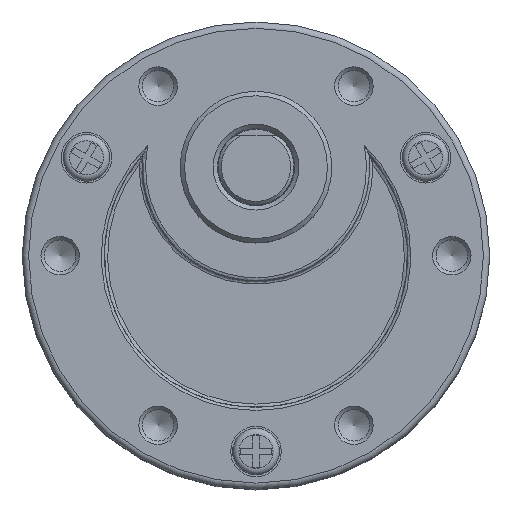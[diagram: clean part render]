
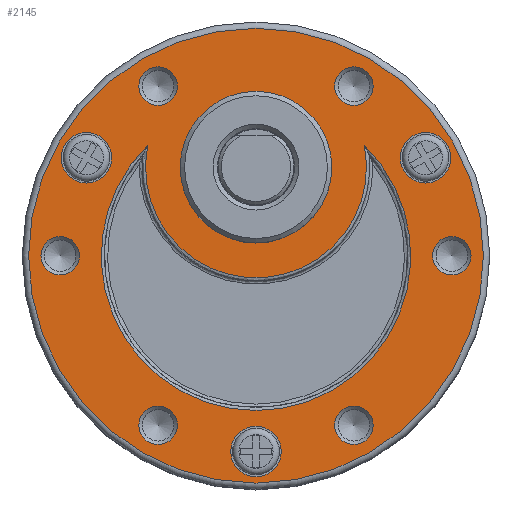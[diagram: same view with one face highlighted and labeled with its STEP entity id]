
A CAD part, top view. The second image highlights one B-rep face of the part: STEP entity #2145.
In plain terms, the highlighted planar face has unit normal (0, 0, 1).
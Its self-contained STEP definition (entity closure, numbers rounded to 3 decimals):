
#535=ORIENTED_EDGE('',*,*,#779,.F.);
#536=ORIENTED_EDGE('',*,*,#780,.T.);
#537=ORIENTED_EDGE('',*,*,#781,.T.);
#538=ORIENTED_EDGE('',*,*,#782,.T.);
#539=ORIENTED_EDGE('',*,*,#783,.F.);
#540=ORIENTED_EDGE('',*,*,#784,.F.);
#541=ORIENTED_EDGE('',*,*,#785,.F.);
#542=ORIENTED_EDGE('',*,*,#786,.F.);
#543=ORIENTED_EDGE('',*,*,#787,.F.);
#544=ORIENTED_EDGE('',*,*,#788,.F.);
#545=ORIENTED_EDGE('',*,*,#789,.F.);
#546=ORIENTED_EDGE('',*,*,#790,.F.);
#547=ORIENTED_EDGE('',*,*,#791,.F.);
#779=EDGE_CURVE('',#918,#918,#982,.T.);
#780=EDGE_CURVE('',#919,#919,#983,.T.);
#781=EDGE_CURVE('',#920,#921,#984,.T.);
#782=EDGE_CURVE('',#921,#920,#985,.T.);
#783=EDGE_CURVE('',#922,#922,#986,.T.);
#784=EDGE_CURVE('',#923,#923,#987,.T.);
#785=EDGE_CURVE('',#924,#924,#988,.T.);
#786=EDGE_CURVE('',#925,#925,#989,.T.);
#787=EDGE_CURVE('',#926,#926,#990,.T.);
#788=EDGE_CURVE('',#927,#927,#991,.T.);
#789=EDGE_CURVE('',#928,#928,#992,.T.);
#790=EDGE_CURVE('',#929,#929,#993,.T.);
#791=EDGE_CURVE('',#930,#930,#994,.T.);
#918=VERTEX_POINT('',#3058);
#919=VERTEX_POINT('',#3060);
#920=VERTEX_POINT('',#3062);
#921=VERTEX_POINT('',#3063);
#922=VERTEX_POINT('',#3066);
#923=VERTEX_POINT('',#3068);
#924=VERTEX_POINT('',#3070);
#925=VERTEX_POINT('',#3072);
#926=VERTEX_POINT('',#3074);
#927=VERTEX_POINT('',#3076);
#928=VERTEX_POINT('',#3078);
#929=VERTEX_POINT('',#3080);
#930=VERTEX_POINT('',#3082);
#982=CIRCLE('',#2261,6.);
#983=CIRCLE('',#2262,18.);
#984=CIRCLE('',#2263,8.75);
#985=CIRCLE('',#2264,12.25);
#986=CIRCLE('',#2265,1.525);
#987=CIRCLE('',#2266,1.525);
#988=CIRCLE('',#2267,1.525);
#989=CIRCLE('',#2268,1.525);
#990=CIRCLE('',#2269,1.525);
#991=CIRCLE('',#2270,1.525);
#992=CIRCLE('',#2271,2.);
#993=CIRCLE('',#2272,2.);
#994=CIRCLE('',#2273,2.);
#1083=EDGE_LOOP('',(#535));
#1084=EDGE_LOOP('',(#536));
#1085=EDGE_LOOP('',(#537,#538));
#1086=EDGE_LOOP('',(#539));
#1087=EDGE_LOOP('',(#540));
#1088=EDGE_LOOP('',(#541));
#1089=EDGE_LOOP('',(#542));
#1090=EDGE_LOOP('',(#543));
#1091=EDGE_LOOP('',(#544));
#1092=EDGE_LOOP('',(#545));
#1093=EDGE_LOOP('',(#546));
#1094=EDGE_LOOP('',(#547));
#1236=FACE_BOUND('',#1083,.T.);
#1237=FACE_BOUND('',#1084,.T.);
#1238=FACE_BOUND('',#1085,.T.);
#1239=FACE_BOUND('',#1086,.T.);
#1240=FACE_BOUND('',#1087,.T.);
#1241=FACE_BOUND('',#1088,.T.);
#1242=FACE_BOUND('',#1089,.T.);
#1243=FACE_BOUND('',#1090,.T.);
#1244=FACE_BOUND('',#1091,.T.);
#1245=FACE_BOUND('',#1092,.T.);
#1246=FACE_BOUND('',#1093,.T.);
#1247=FACE_BOUND('',#1094,.T.);
#1390=PLANE('',#2260);
#2145=ADVANCED_FACE('',(#1236,#1237,#1238,#1239,#1240,#1241,#1242,#1243,
#1244,#1245,#1246,#1247),#1390,.T.);
#2260=AXIS2_PLACEMENT_3D('',#3056,#2591,#2592);
#2261=AXIS2_PLACEMENT_3D('',#3057,#2593,#2594);
#2262=AXIS2_PLACEMENT_3D('',#3059,#2595,#2596);
#2263=AXIS2_PLACEMENT_3D('',#3061,#2597,#2598);
#2264=AXIS2_PLACEMENT_3D('',#3064,#2599,#2600);
#2265=AXIS2_PLACEMENT_3D('',#3065,#2601,#2602);
#2266=AXIS2_PLACEMENT_3D('',#3067,#2603,#2604);
#2267=AXIS2_PLACEMENT_3D('',#3069,#2605,#2606);
#2268=AXIS2_PLACEMENT_3D('',#3071,#2607,#2608);
#2269=AXIS2_PLACEMENT_3D('',#3073,#2609,#2610);
#2270=AXIS2_PLACEMENT_3D('',#3075,#2611,#2612);
#2271=AXIS2_PLACEMENT_3D('',#3077,#2613,#2614);
#2272=AXIS2_PLACEMENT_3D('',#3079,#2615,#2616);
#2273=AXIS2_PLACEMENT_3D('',#3081,#2617,#2618);
#2591=DIRECTION('',(0.,0.,1.));
#2592=DIRECTION('',(1.,0.,0.));
#2593=DIRECTION('',(0.,0.,1.));
#2594=DIRECTION('',(1.,0.,0.));
#2595=DIRECTION('',(0.,0.,1.));
#2596=DIRECTION('',(1.,0.,0.));
#2597=DIRECTION('',(0.,0.,1.));
#2598=DIRECTION('',(1.,0.,0.));
#2599=DIRECTION('',(0.,0.,-1.));
#2600=DIRECTION('',(1.,0.,0.));
#2601=DIRECTION('',(0.,0.,1.));
#2602=DIRECTION('',(1.,0.,0.));
#2603=DIRECTION('',(0.,0.,1.));
#2604=DIRECTION('',(1.,0.,0.));
#2605=DIRECTION('',(0.,0.,1.));
#2606=DIRECTION('',(1.,0.,0.));
#2607=DIRECTION('',(0.,0.,1.));
#2608=DIRECTION('',(1.,0.,0.));
#2609=DIRECTION('',(0.,0.,1.));
#2610=DIRECTION('',(1.,0.,0.));
#2611=DIRECTION('',(0.,0.,1.));
#2612=DIRECTION('',(1.,0.,0.));
#2613=DIRECTION('',(0.,0.,1.));
#2614=DIRECTION('',(1.,0.,0.));
#2615=DIRECTION('',(0.,0.,1.));
#2616=DIRECTION('',(1.,0.,0.));
#2617=DIRECTION('',(0.,0.,1.));
#2618=DIRECTION('',(1.,0.,0.));
#3056=CARTESIAN_POINT('',(0.,0.,0.));
#3057=CARTESIAN_POINT('',(0.,7.,0.));
#3058=CARTESIAN_POINT('',(6.,7.,0.));
#3059=CARTESIAN_POINT('',(0.,0.,0.));
#3060=CARTESIAN_POINT('',(18.,0.,0.));
#3061=CARTESIAN_POINT('',(0.,7.,0.));
#3062=CARTESIAN_POINT('',(-8.573,8.75,0.));
#3063=CARTESIAN_POINT('',(8.573,8.75,0.));
#3064=CARTESIAN_POINT('',(0.,0.,0.));
#3065=CARTESIAN_POINT('',(-7.75,-13.423,0.));
#3066=CARTESIAN_POINT('',(-6.225,-13.423,0.));
#3067=CARTESIAN_POINT('',(7.75,-13.423,0.));
#3068=CARTESIAN_POINT('',(9.275,-13.423,0.));
#3069=CARTESIAN_POINT('',(15.5,0.,0.));
#3070=CARTESIAN_POINT('',(17.025,0.,0.));
#3071=CARTESIAN_POINT('',(7.75,13.423,0.));
#3072=CARTESIAN_POINT('',(9.275,13.423,0.));
#3073=CARTESIAN_POINT('',(-7.75,13.423,0.));
#3074=CARTESIAN_POINT('',(-6.225,13.423,0.));
#3075=CARTESIAN_POINT('',(-15.5,0.,0.));
#3076=CARTESIAN_POINT('',(-13.975,0.,0.));
#3077=CARTESIAN_POINT('',(0.,-15.5,0.));
#3078=CARTESIAN_POINT('',(2.,-15.5,0.));
#3079=CARTESIAN_POINT('',(-13.423,7.75,0.));
#3080=CARTESIAN_POINT('',(-11.423,7.75,0.));
#3081=CARTESIAN_POINT('',(13.423,7.75,0.));
#3082=CARTESIAN_POINT('',(15.423,7.75,0.));
